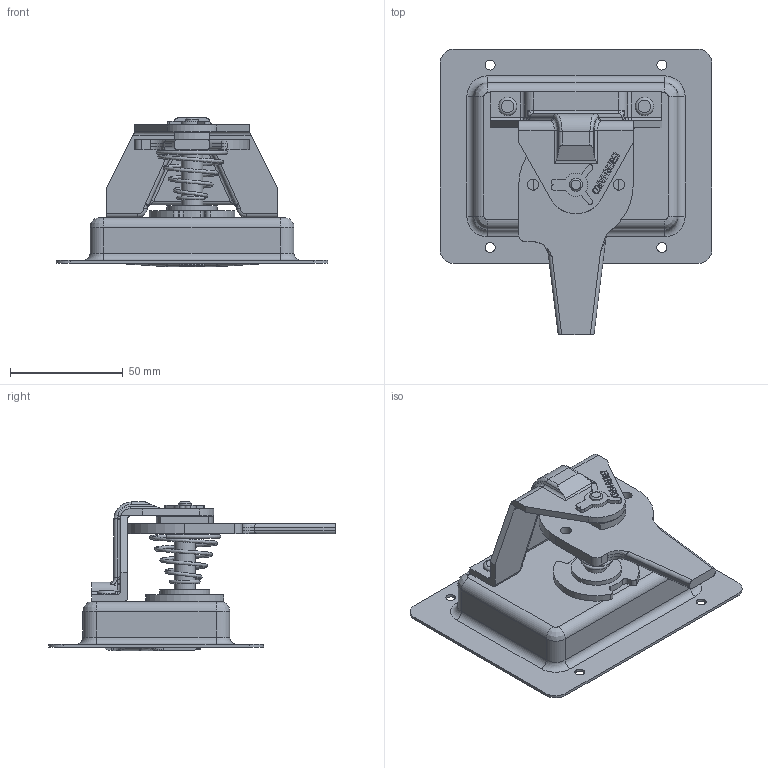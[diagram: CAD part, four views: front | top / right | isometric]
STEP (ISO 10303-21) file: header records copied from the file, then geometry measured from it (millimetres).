
FILE_DESCRIPTION((''),'2;1');
FILE_NAME('6-8000-SS.stp','2012-09-19T09:43:13',('fredp'),(''),'Autodesk Inventor 2012','Autodesk Inventor 2012','');
FILE_SCHEMA(('AUTOMOTIVE_DESIGN { 1 0 10303 214 1 1 1 1 }'));
Length unit declared in the file: inch
Products named in the file (1): 6-8000-SS
Bounding box: 120.65 x 127 x 66.29 mm (x, y, z)
Volume: 73323.7 mm3; surface area: 68362.8 mm2
Topology: 15 solids, 15 shells, 616 faces, 1499 edges, 941 vertices
Faces by surface type: plane 252, cylinder 185, bspline 108, torus 51, cone 11, sphere 9
Full cylindrical faces by diameter (mm): 3.454 x1, 4.369 x4, 4.445 x1, 4.636 x1, 4.699 x1, 4.737 x2, 4.826 x1, 4.902 x2, 4.94 x2, 4.978 x4, 5.156 x1, 5.728 x2, 5.969 x1, 7.049 x1, 7.264 x1, 7.62 x1, 8.122 x2, 9.525 x2, 11.125 x1, 11.506 x1, 14.681 x1, 15.088 x1, 22.225 x1, 26.365 x1, 28.753 x1
Entity records: 24829 total; most frequent: CARTESIAN_POINT 10252, ORIENTED_EDGE 2876, DIRECTION 2726, EDGE_CURVE 1438, AXIS2_PLACEMENT_3D 1003, VERTEX_POINT 935, EDGE_LOOP 745, VECTOR 720
